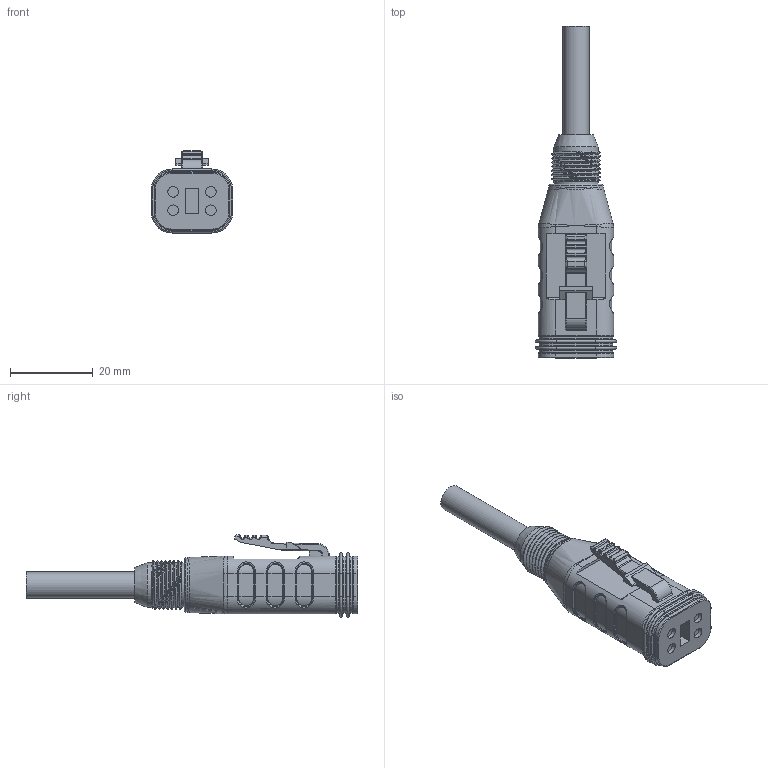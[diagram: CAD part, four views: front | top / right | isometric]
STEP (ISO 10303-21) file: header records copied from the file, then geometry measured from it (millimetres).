
FILE_DESCRIPTION(/* description */ (''),/* implementation_level */ '2;1');
FILE_NAME(/* name */ '1-V0011021__5037558__MA-DT06-4SG-2-S370_assy_23-06-2023_stp.stp',/* time_stamp */ '2023-06-26T08:12:32+02:00',/* author */ ('ESCHA GmbH & Co. KG'),/* organization */ ('ESCHA GmbH & Co. KG'),/* preprocessor_version */ 'ST-DEVELOPER v16',/* originating_system */ 'SIEMENS PLM Software NX 10.0',/* authorisation */ '');
FILE_SCHEMA (('AUTOMOTIVE_DESIGN { 1 0 10303 214 3 1 1 1 }'));
Length unit declared in the file: millimetre
Products named in the file (1): t.he21803E4Dujmv
Bounding box: 19.66 x 80.25 x 19.87 mm (x, y, z)
Volume: 11272.9 mm3; surface area: 4724.9 mm2
Topology: 1 solids, 1 shells, 484 faces, 1204 edges, 722 vertices
Faces by surface type: cylinder 182, plane 104, torus 101, bspline 89, sphere 4, cone 4
Full cylindrical faces by diameter (mm): 2.56 x4, 6.4 x1, 10.77 x8
Entity records: 18212 total; most frequent: CARTESIAN_POINT 7473, DIRECTION 2254, ORIENTED_EDGE 2250, EDGE_CURVE 1125, AXIS2_PLACEMENT_3D 932, VERTEX_POINT 691, EDGE_LOOP 538, CIRCLE 533
